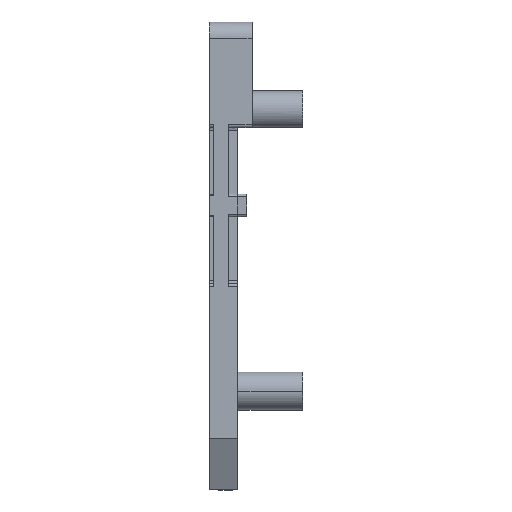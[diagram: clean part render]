
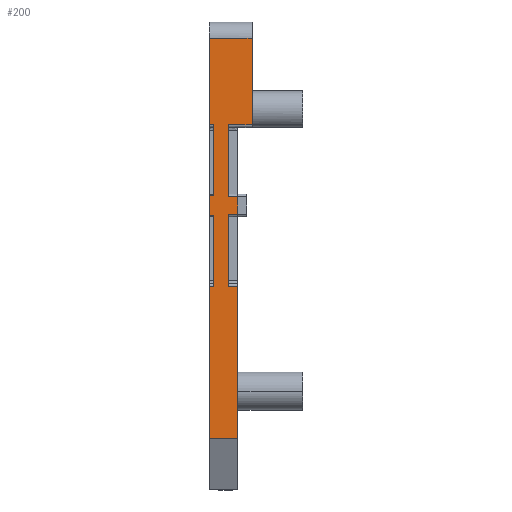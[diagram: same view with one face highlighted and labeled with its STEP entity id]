
A CAD part, left-side view. The second image highlights one B-rep face of the part: STEP entity #200.
In plain terms, the highlighted planar face has unit normal (-1, 0, 0).
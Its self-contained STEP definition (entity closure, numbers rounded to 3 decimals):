
#200=ADVANCED_FACE('',(#542),#5966,.T.);
#542=FACE_OUTER_BOUND('',#910,.T.);
#910=EDGE_LOOP('',(#1873,#1874,#1875,#1876,#1877,#1878,#1879,#1880,#1881,
#1882,#1883,#1884,#1885,#1886,#1887,#1888,#1889,#1890,#1891,#1892));
#1873=ORIENTED_EDGE('',*,*,#3590,.F.);
#1874=ORIENTED_EDGE('',*,*,#3591,.F.);
#1875=ORIENTED_EDGE('',*,*,#3592,.F.);
#1876=ORIENTED_EDGE('',*,*,#3477,.F.);
#1877=ORIENTED_EDGE('',*,*,#3472,.F.);
#1878=ORIENTED_EDGE('',*,*,#3482,.F.);
#1879=ORIENTED_EDGE('',*,*,#3593,.F.);
#1880=ORIENTED_EDGE('',*,*,#3594,.F.);
#1881=ORIENTED_EDGE('',*,*,#3595,.F.);
#1882=ORIENTED_EDGE('',*,*,#3214,.F.);
#1883=ORIENTED_EDGE('',*,*,#3227,.F.);
#1884=ORIENTED_EDGE('',*,*,#3382,.F.);
#1885=ORIENTED_EDGE('',*,*,#3581,.T.);
#1886=ORIENTED_EDGE('',*,*,#3418,.F.);
#1887=ORIENTED_EDGE('',*,*,#3421,.T.);
#1888=ORIENTED_EDGE('',*,*,#3424,.F.);
#1889=ORIENTED_EDGE('',*,*,#3580,.T.);
#1890=ORIENTED_EDGE('',*,*,#3390,.F.);
#1891=ORIENTED_EDGE('',*,*,#3284,.T.);
#1892=ORIENTED_EDGE('',*,*,#3319,.F.);
#3214=EDGE_CURVE('',#5247,#5244,#4640,.T.);
#3227=EDGE_CURVE('',#5273,#5247,#4653,.T.);
#3284=EDGE_CURVE('',#5378,#5377,#4691,.T.);
#3319=EDGE_CURVE('',#5395,#5377,#4711,.T.);
#3382=EDGE_CURVE('',#5418,#5273,#4744,.T.);
#3390=EDGE_CURVE('',#5378,#5422,#4749,.T.);
#3418=EDGE_CURVE('',#5443,#5444,#4769,.T.);
#3421=EDGE_CURVE('',#5443,#5445,#4771,.T.);
#3424=EDGE_CURVE('',#5447,#5445,#4772,.T.);
#3472=EDGE_CURVE('',#5489,#5490,#4806,.T.);
#3477=EDGE_CURVE('',#5490,#5493,#4810,.T.);
#3482=EDGE_CURVE('',#5495,#5489,#4812,.T.);
#3580=EDGE_CURVE('',#5447,#5422,#4880,.T.);
#3581=EDGE_CURVE('',#5418,#5444,#4881,.T.);
#3590=EDGE_CURVE('',#5570,#5395,#4885,.T.);
#3591=EDGE_CURVE('',#5571,#5570,#4886,.T.);
#3592=EDGE_CURVE('',#5493,#5571,#4887,.T.);
#3593=EDGE_CURVE('',#5572,#5495,#4888,.T.);
#3594=EDGE_CURVE('',#5573,#5572,#4889,.T.);
#3595=EDGE_CURVE('',#5244,#5573,#4890,.T.);
#4640=B_SPLINE_CURVE_WITH_KNOTS('',1,(#8932,#8933),.UNSPECIFIED.,.F.,.F.,
(2,2),(0.,4.4),.UNSPECIFIED.);
#4653=B_SPLINE_CURVE_WITH_KNOTS('',1,(#8958,#8959),.UNSPECIFIED.,.F.,.F.,
(2,2),(0.,31.965),.UNSPECIFIED.);
#4691=B_SPLINE_CURVE_WITH_KNOTS('',1,(#9119,#9120),.UNSPECIFIED.,.F.,.F.,
(2,2),(-13.35,0.),.UNSPECIFIED.);
#4711=B_SPLINE_CURVE_WITH_KNOTS('',1,(#9208,#9209),.UNSPECIFIED.,.F.,.F.,
(2,2),(0.,6.6),.UNSPECIFIED.);
#4744=B_SPLINE_CURVE_WITH_KNOTS('',1,(#9376,#9377),.UNSPECIFIED.,.F.,.F.,
(2,2),(0.,1.4),.UNSPECIFIED.);
#4749=B_SPLINE_CURVE_WITH_KNOTS('',1,(#9395,#9396),.UNSPECIFIED.,.F.,.F.,
(2,2),(0.,3.6),.UNSPECIFIED.);
#4769=B_SPLINE_CURVE_WITH_KNOTS('',1,(#9459,#9460),.UNSPECIFIED.,.F.,.F.,
(2,2),(0.,1.4),.UNSPECIFIED.);
#4771=B_SPLINE_CURVE_WITH_KNOTS('',1,(#9466,#9467),.UNSPECIFIED.,.F.,.F.,
(2,2),(-2.7,0.),.UNSPECIFIED.);
#4772=B_SPLINE_CURVE_WITH_KNOTS('',1,(#9474,#9475),.UNSPECIFIED.,.F.,.F.,
(2,2),(0.,1.4),.UNSPECIFIED.);
#4806=B_SPLINE_CURVE_WITH_KNOTS('',1,(#9584,#9585),.UNSPECIFIED.,.F.,.F.,
(2,2),(0.,3.1),.UNSPECIFIED.);
#4810=B_SPLINE_CURVE_WITH_KNOTS('',1,(#9595,#9596),.UNSPECIFIED.,.F.,.F.,
(2,2),(0.,0.7),.UNSPECIFIED.);
#4812=B_SPLINE_CURVE_WITH_KNOTS('',1,(#9608,#9609),.UNSPECIFIED.,.F.,.F.,
(2,2),(0.,0.7),.UNSPECIFIED.);
#4880=B_SPLINE_CURVE_WITH_KNOTS('',1,(#9838,#9839),.UNSPECIFIED.,.F.,.F.,
(2,2),(-11.05,0.),.UNSPECIFIED.);
#4881=B_SPLINE_CURVE_WITH_KNOTS('',1,(#9840,#9841),.UNSPECIFIED.,.F.,.F.,
(2,2),(-11.05,0.),.UNSPECIFIED.);
#4885=B_SPLINE_CURVE_WITH_KNOTS('',1,(#9867,#9868),.UNSPECIFIED.,.F.,.F.,
(2,2),(-13.35,0.),.UNSPECIFIED.);
#4886=B_SPLINE_CURVE_WITH_KNOTS('',1,(#9869,#9870),.UNSPECIFIED.,.F.,.F.,
(2,2),(-0.7,0.),.UNSPECIFIED.);
#4887=B_SPLINE_CURVE_WITH_KNOTS('',1,(#9871,#9872),.UNSPECIFIED.,.F.,.F.,
(2,2),(-10.85,0.),.UNSPECIFIED.);
#4888=B_SPLINE_CURVE_WITH_KNOTS('',1,(#9873,#9874),.UNSPECIFIED.,.F.,.F.,
(2,2),(-10.85,0.),.UNSPECIFIED.);
#4889=B_SPLINE_CURVE_WITH_KNOTS('',1,(#9875,#9876),.UNSPECIFIED.,.F.,.F.,
(2,2),(-0.7,0.),.UNSPECIFIED.);
#4890=B_SPLINE_CURVE_WITH_KNOTS('',1,(#9877,#9878),.UNSPECIFIED.,.F.,.F.,
(2,2),(-31.965,0.),.UNSPECIFIED.);
#5244=VERTEX_POINT('',#8210);
#5247=VERTEX_POINT('',#8213);
#5273=VERTEX_POINT('',#8239);
#5377=VERTEX_POINT('',#8343);
#5378=VERTEX_POINT('',#8344);
#5395=VERTEX_POINT('',#8361);
#5418=VERTEX_POINT('',#8384);
#5422=VERTEX_POINT('',#8388);
#5443=VERTEX_POINT('',#8409);
#5444=VERTEX_POINT('',#8410);
#5445=VERTEX_POINT('',#8411);
#5447=VERTEX_POINT('',#8413);
#5489=VERTEX_POINT('',#8455);
#5490=VERTEX_POINT('',#8456);
#5493=VERTEX_POINT('',#8459);
#5495=VERTEX_POINT('',#8461);
#5570=VERTEX_POINT('',#8536);
#5571=VERTEX_POINT('',#8537);
#5572=VERTEX_POINT('',#8538);
#5573=VERTEX_POINT('',#8539);
#5966=PLANE('',#6328);
#6328=AXIS2_PLACEMENT_3D('',#7066,#6471,$);
#6471=DIRECTION('',(-1.,0.,0.));
#7066=CARTESIAN_POINT('',(-217.5,189.035,-134.25));
#8210=CARTESIAN_POINT('',(-217.5,195.635,-195.865));
#8213=CARTESIAN_POINT('',(-217.5,191.235,-195.865));
#8239=CARTESIAN_POINT('',(-217.5,191.235,-172.4));
#8343=CARTESIAN_POINT('',(-217.5,189.035,-134.25));
#8344=CARTESIAN_POINT('',(-217.5,189.035,-147.6));
#8361=CARTESIAN_POINT('',(-217.5,195.635,-134.25));
#8384=CARTESIAN_POINT('',(-217.5,192.635,-172.4));
#8388=CARTESIAN_POINT('',(-217.5,192.635,-147.6));
#8409=CARTESIAN_POINT('',(-217.5,191.235,-161.35));
#8410=CARTESIAN_POINT('',(-217.5,192.635,-161.35));
#8411=CARTESIAN_POINT('',(-217.5,191.235,-158.65));
#8413=CARTESIAN_POINT('',(-217.5,192.635,-158.65));
#8455=CARTESIAN_POINT('',(-217.5,195.635,-161.55));
#8456=CARTESIAN_POINT('',(-217.5,195.635,-158.45));
#8459=CARTESIAN_POINT('',(-217.5,194.935,-158.45));
#8461=CARTESIAN_POINT('',(-217.5,194.935,-161.55));
#8536=CARTESIAN_POINT('',(-217.5,195.635,-147.6));
#8537=CARTESIAN_POINT('',(-217.5,194.935,-147.6));
#8538=CARTESIAN_POINT('',(-217.5,194.935,-172.4));
#8539=CARTESIAN_POINT('',(-217.5,195.635,-172.4));
#8932=CARTESIAN_POINT('',(-217.5,191.235,-195.865));
#8933=CARTESIAN_POINT('',(-217.5,195.635,-195.865));
#8958=CARTESIAN_POINT('',(-217.5,191.235,-172.4));
#8959=CARTESIAN_POINT('',(-217.5,191.235,-195.865));
#9119=CARTESIAN_POINT('',(-217.5,189.035,-147.6));
#9120=CARTESIAN_POINT('',(-217.5,189.035,-134.25));
#9208=CARTESIAN_POINT('',(-217.5,195.635,-134.25));
#9209=CARTESIAN_POINT('',(-217.5,189.035,-134.25));
#9376=CARTESIAN_POINT('',(-217.5,192.635,-172.4));
#9377=CARTESIAN_POINT('',(-217.5,191.235,-172.4));
#9395=CARTESIAN_POINT('',(-217.5,189.035,-147.6));
#9396=CARTESIAN_POINT('',(-217.5,192.635,-147.6));
#9459=CARTESIAN_POINT('',(-217.5,191.235,-161.35));
#9460=CARTESIAN_POINT('',(-217.5,192.635,-161.35));
#9466=CARTESIAN_POINT('',(-217.5,191.235,-161.35));
#9467=CARTESIAN_POINT('',(-217.5,191.235,-158.65));
#9474=CARTESIAN_POINT('',(-217.5,192.635,-158.65));
#9475=CARTESIAN_POINT('',(-217.5,191.235,-158.65));
#9584=CARTESIAN_POINT('',(-217.5,195.635,-161.55));
#9585=CARTESIAN_POINT('',(-217.5,195.635,-158.45));
#9595=CARTESIAN_POINT('',(-217.5,195.635,-158.45));
#9596=CARTESIAN_POINT('',(-217.5,194.935,-158.45));
#9608=CARTESIAN_POINT('',(-217.5,194.935,-161.55));
#9609=CARTESIAN_POINT('',(-217.5,195.635,-161.55));
#9838=CARTESIAN_POINT('',(-217.5,192.635,-158.65));
#9839=CARTESIAN_POINT('',(-217.5,192.635,-147.6));
#9840=CARTESIAN_POINT('',(-217.5,192.635,-172.4));
#9841=CARTESIAN_POINT('',(-217.5,192.635,-161.35));
#9867=CARTESIAN_POINT('',(-217.5,195.635,-147.6));
#9868=CARTESIAN_POINT('',(-217.5,195.635,-134.25));
#9869=CARTESIAN_POINT('',(-217.5,194.935,-147.6));
#9870=CARTESIAN_POINT('',(-217.5,195.635,-147.6));
#9871=CARTESIAN_POINT('',(-217.5,194.935,-158.45));
#9872=CARTESIAN_POINT('',(-217.5,194.935,-147.6));
#9873=CARTESIAN_POINT('',(-217.5,194.935,-172.4));
#9874=CARTESIAN_POINT('',(-217.5,194.935,-161.55));
#9875=CARTESIAN_POINT('',(-217.5,195.635,-172.4));
#9876=CARTESIAN_POINT('',(-217.5,194.935,-172.4));
#9877=CARTESIAN_POINT('',(-217.5,195.635,-195.865));
#9878=CARTESIAN_POINT('',(-217.5,195.635,-172.4));
